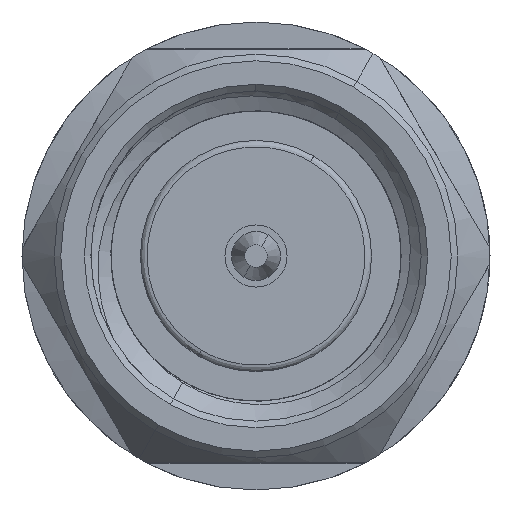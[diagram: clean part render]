
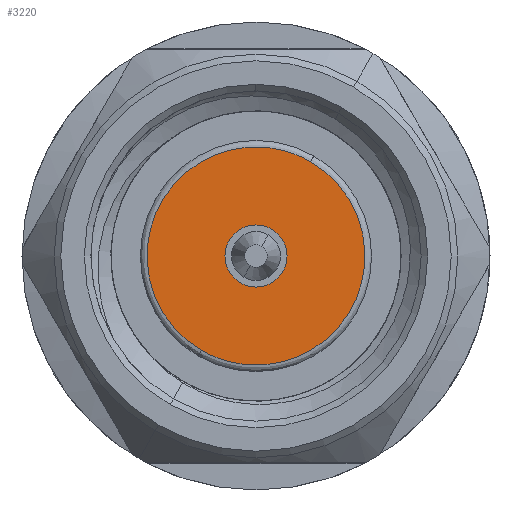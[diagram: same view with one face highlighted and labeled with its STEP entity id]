
A CAD part, left-side view. The second image highlights one B-rep face of the part: STEP entity #3220.
In plain terms, the highlighted planar face has unit normal (-1, 0, 0).
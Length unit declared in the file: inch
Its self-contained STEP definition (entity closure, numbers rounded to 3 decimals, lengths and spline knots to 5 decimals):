
#29 = FACE_BOUND ( 'NONE', #1225, .T. ) ;
#195 = CARTESIAN_POINT ( 'NONE',  ( 0.10078, 0.10164, 0.15395 ) ) ;
#212 = CARTESIAN_POINT ( 'NONE',  ( 0.10078, 0.04125, -0.07145 ) ) ;
#253 = EDGE_LOOP ( 'NONE', ( #386, #395 ) ) ;
#386 = ORIENTED_EDGE ( 'NONE', *, *, #399, .F. ) ;
#395 = ORIENTED_EDGE ( 'NONE', *, *, #3603, .F. ) ;
#399 = EDGE_CURVE ( 'NONE', #2469, #3204, #1250, .T. ) ;
#404 = DIRECTION ( 'NONE',  ( 0., 0.5, -0.866 ) ) ;
#422 = DIRECTION ( 'NONE',  ( 1., 0., 0. ) ) ;
#444 = DIRECTION ( 'NONE',  ( -1., 0., 0. ) ) ;
#549 = CARTESIAN_POINT ( 'NONE',  ( 0.10078, 0.04125, -0.07145 ) ) ;
#639 = EDGE_CURVE ( 'NONE', #1799, #1589, #2930, .T. ) ;
#1159 = AXIS2_PLACEMENT_3D ( 'NONE', #5364, #4100, #404 ) ;
#1225 = EDGE_LOOP ( 'NONE', ( #3381, #3097 ) ) ;
#1250 =( BOUNDED_CURVE ( )  B_SPLINE_CURVE ( 3, ( #5135, #2895, #195, #2873 ),
 .UNSPECIFIED., .F., .T. ) 
 B_SPLINE_CURVE_WITH_KNOTS ( ( 4, 4 ),
 ( 0., 1. ),
 .UNSPECIFIED. ) 
 CURVE ( )  GEOMETRIC_REPRESENTATION_ITEM ( )  RATIONAL_B_SPLINE_CURVE ( ( 1., 0.333, 0.333, 1. ) ) 
 REPRESENTATION_ITEM ( '' )  );
#1320 = CARTESIAN_POINT ( 'NONE',  ( 0.10078, -0.04125, 0.07145 ) ) ;
#1398 = EDGE_CURVE ( 'NONE', #1589, #1799, #5269, .T. ) ;
#1423 = CARTESIAN_POINT ( 'NONE',  ( 0.10078, -0.18414, -0.01105 ) ) ;
#1589 = VERTEX_POINT ( 'NONE', #1798 ) ;
#1798 = CARTESIAN_POINT ( 'NONE',  ( 0.10078, -0.01175, 0.02035 ) ) ;
#1799 = VERTEX_POINT ( 'NONE', #5555 ) ;
#1801 = CARTESIAN_POINT ( 'NONE',  ( 0.10078, 0., 0. ) ) ;
#2130 = CARTESIAN_POINT ( 'NONE',  ( 0.10078, 0., 0. ) ) ;
#2469 = VERTEX_POINT ( 'NONE', #212 ) ;
#2591 = AXIS2_PLACEMENT_3D ( 'NONE', #1801, #422, #4967 ) ;
#2873 = CARTESIAN_POINT ( 'NONE',  ( 0.10078, -0.04125, 0.07145 ) ) ;
#2895 = CARTESIAN_POINT ( 'NONE',  ( 0.10078, 0.18414, 0.01105 ) ) ;
#2930 = CIRCLE ( 'NONE', #4748, 0.0235 ) ;
#3097 = ORIENTED_EDGE ( 'NONE', *, *, #1398, .F. ) ;
#3204 = VERTEX_POINT ( 'NONE', #1320 ) ;
#3220 = ADVANCED_FACE ( 'NONE', ( #29, #5734 ), #4499, .F. ) ;
#3381 = ORIENTED_EDGE ( 'NONE', *, *, #639, .F. ) ;
#3603 = EDGE_CURVE ( 'NONE', #3204, #2469, #5165, .T. ) ;
#4100 = DIRECTION ( 'NONE',  ( -1., 0., 0. ) ) ;
#4209 = CARTESIAN_POINT ( 'NONE',  ( 0.10078, -0.04125, 0.07145 ) ) ;
#4499 = PLANE ( 'NONE',  #2591 ) ;
#4647 = CARTESIAN_POINT ( 'NONE',  ( 0.10078, -0.10164, -0.15395 ) ) ;
#4748 = AXIS2_PLACEMENT_3D ( 'NONE', #2130, #444, #5813 ) ;
#4967 = DIRECTION ( 'NONE',  ( 0., 0.5, -0.866 ) ) ;
#5135 = CARTESIAN_POINT ( 'NONE',  ( 0.10078, 0.04125, -0.07145 ) ) ;
#5165 =( BOUNDED_CURVE ( )  B_SPLINE_CURVE ( 3, ( #4209, #1423, #4647, #549 ),
 .UNSPECIFIED., .F., .F. ) 
 B_SPLINE_CURVE_WITH_KNOTS ( ( 4, 4 ),
 ( 0., 1. ),
 .UNSPECIFIED. ) 
 CURVE ( )  GEOMETRIC_REPRESENTATION_ITEM ( )  RATIONAL_B_SPLINE_CURVE ( ( 1., 0.333, 0.333, 1. ) ) 
 REPRESENTATION_ITEM ( '' )  );
#5269 = CIRCLE ( 'NONE', #1159, 0.0235 ) ;
#5364 = CARTESIAN_POINT ( 'NONE',  ( 0.10078, 0., 0. ) ) ;
#5555 = CARTESIAN_POINT ( 'NONE',  ( 0.10078, 0.01175, -0.02035 ) ) ;
#5734 = FACE_OUTER_BOUND ( 'NONE', #253, .T. ) ;
#5813 = DIRECTION ( 'NONE',  ( 0., 0.5, -0.866 ) ) ;
